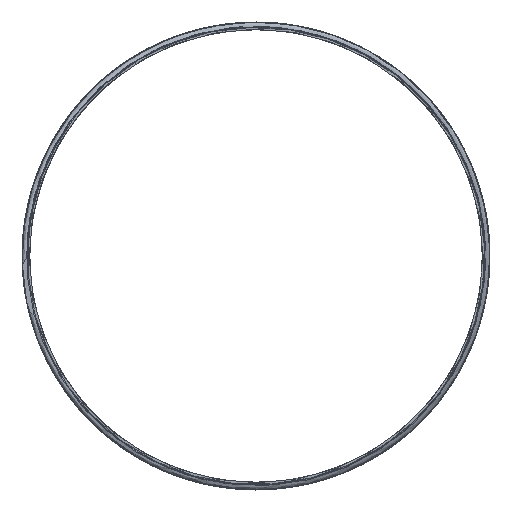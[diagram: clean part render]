
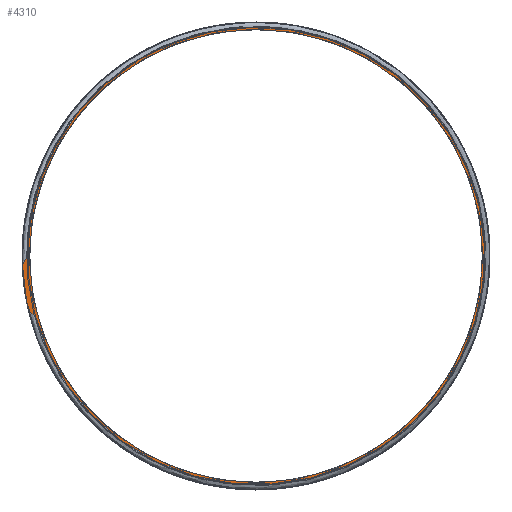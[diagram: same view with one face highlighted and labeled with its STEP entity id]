
A CAD part, front view. The second image highlights one B-rep face of the part: STEP entity #4310.
In plain terms, the highlighted planar face has unit normal (0, -1, 0).
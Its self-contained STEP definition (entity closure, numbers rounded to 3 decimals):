
#187=CARTESIAN_POINT('',(-63.125,0.,0.));
#188=VERTEX_POINT('',#187);
#497=CARTESIAN_POINT('',(-60.981,0.,-16.312));
#498=VERTEX_POINT('',#497);
#499=CARTESIAN_POINT('',(0.0,0.,0.0));
#500=DIRECTION('',(0.0,1.0,0.0));
#501=DIRECTION('',(-1.0,0.0,0.0));
#502=AXIS2_PLACEMENT_3D('',#499,#500,#501);
#503=CIRCLE('',#502,63.125);
#504=EDGE_CURVE('',#188,#498,#503,.T.);
#2039=CARTESIAN_POINT('',(-62.625,0.,0.));
#2040=VERTEX_POINT('',#2039);
#2349=CARTESIAN_POINT('',(-62.625,0.,0.));
#2350=CARTESIAN_POINT('',(-62.708,0.,0.));
#2351=CARTESIAN_POINT('',(-62.792,0.,0.));
#2352=CARTESIAN_POINT('',(-62.958,0.,0.));
#2353=CARTESIAN_POINT('',(-63.042,0.,0.));
#2354=CARTESIAN_POINT('',(-63.125,0.,0.));
#2355=B_SPLINE_CURVE_WITH_KNOTS('',3,(#2349,#2350,#2351,#2352,#2353,#2354),.UNSPECIFIED.,.F.,.U.,(4,2,4),(-0.05,-0.025,0.0),.UNSPECIFIED.);
#2356=EDGE_CURVE('',#2040,#188,#2355,.T.);
#2368=CARTESIAN_POINT('',(-62.622,0.,-0.63));
#2369=VERTEX_POINT('',#2368);
#2678=CARTESIAN_POINT('',(0.0,0.,0.0));
#2679=DIRECTION('',(0.0,-1.0,0.0));
#2680=DIRECTION('',(-1.0,0.0,0.0));
#2681=AXIS2_PLACEMENT_3D('',#2678,#2679,#2680);
#2682=CIRCLE('',#2681,62.625);
#2683=EDGE_CURVE('',#2369,#2040,#2682,.T.);
#3911=CARTESIAN_POINT('',(-63.122,0.,-0.635));
#3912=VERTEX_POINT('',#3911);
#4221=CARTESIAN_POINT('',(-63.122,0.,-0.635));
#4222=CARTESIAN_POINT('',(-63.038,0.,-0.634));
#4223=CARTESIAN_POINT('',(-62.955,0.,-0.633));
#4224=CARTESIAN_POINT('',(-62.788,0.,-0.631));
#4225=CARTESIAN_POINT('',(-62.705,0.,-0.63));
#4226=CARTESIAN_POINT('',(-62.622,0.,-0.63));
#4227=B_SPLINE_CURVE_WITH_KNOTS('',3,(#4221,#4222,#4223,#4224,#4225,#4226),.UNSPECIFIED.,.F.,.U.,(4,2,4),(-0.05,-0.025,0.0),.UNSPECIFIED.);
#4228=EDGE_CURVE('',#3912,#2369,#4227,.T.);
#4234=CARTESIAN_POINT('',(1000.0,0.,-1000.0));
#4235=DIRECTION('',(0.0,1.0,0.0));
#4236=DIRECTION('',(0.0,0.0,1.0));
#4237=AXIS2_PLACEMENT_3D('',#4234,#4235,#4236);
#4238=PLANE('',#4237);
#4239=ORIENTED_EDGE('',*,*,#504,.F.);
#4240=ORIENTED_EDGE('',*,*,#2356,.F.);
#4241=ORIENTED_EDGE('',*,*,#2683,.F.);
#4242=ORIENTED_EDGE('',*,*,#4228,.F.);
#4243=CARTESIAN_POINT('',(-63.422,0.,-0.638));
#4244=VERTEX_POINT('',#4243);
#4245=CARTESIAN_POINT('',(-63.422,0.,-0.638));
#4246=CARTESIAN_POINT('',(-63.372,0.,-0.637));
#4247=CARTESIAN_POINT('',(-63.322,0.,-0.637));
#4248=CARTESIAN_POINT('',(-63.222,0.,-0.636));
#4249=CARTESIAN_POINT('',(-63.172,0.,-0.635));
#4250=CARTESIAN_POINT('',(-63.122,0.,-0.635));
#4251=B_SPLINE_CURVE_WITH_KNOTS('',3,(#4245,#4246,#4247,#4248,#4249,#4250),.UNSPECIFIED.,.F.,.U.,(4,2,4),(-0.03,-0.015,0.0),.UNSPECIFIED.);
#4252=EDGE_CURVE('',#4244,#3912,#4251,.T.);
#4253=ORIENTED_EDGE('',*,*,#4252,.F.);
#4254=CARTESIAN_POINT('',(-64.465,0.,-4.544));
#4255=VERTEX_POINT('',#4254);
#4256=CARTESIAN_POINT('',(-64.465,0.,-4.544));
#4257=CARTESIAN_POINT('',(-64.539,0.,-3.494));
#4258=CARTESIAN_POINT('',(-64.452,0.,-2.501));
#4259=CARTESIAN_POINT('',(-64.161,0.,-1.471));
#4260=CARTESIAN_POINT('',(-64.058,0.,-1.221));
#4261=CARTESIAN_POINT('',(-63.884,0.,-0.938));
#4262=CARTESIAN_POINT('',(-63.813,0.,-0.843));
#4263=CARTESIAN_POINT('',(-63.681,0.,-0.728));
#4264=CARTESIAN_POINT('',(-63.627,0.,-0.692));
#4265=CARTESIAN_POINT('',(-63.521,0.,-0.649));
#4266=CARTESIAN_POINT('',(-63.472,0.,-0.638));
#4267=CARTESIAN_POINT('',(-63.422,0.,-0.638));
#4268=B_SPLINE_CURVE_WITH_KNOTS('',3,(#4256,#4257,#4258,#4259,#4260,#4261,#4262,#4263,#4264,#4265,#4266,#4267),.UNSPECIFIED.,.F.,.U.,(4,2,2,2,2,4),(-0.293,-0.134,-0.068,-0.034,-0.015,0.0),.UNSPECIFIED.);
#4269=EDGE_CURVE('',#4255,#4244,#4268,.T.);
#4270=ORIENTED_EDGE('',*,*,#4269,.F.);
#4271=CARTESIAN_POINT('',(-63.323,0.,-12.906));
#4272=VERTEX_POINT('',#4271);
#4273=CARTESIAN_POINT('',(0.0,0.,0.0));
#4274=DIRECTION('',(0.0,1.0,0.0));
#4275=DIRECTION('',(-1.0,0.0,0.0));
#4276=AXIS2_PLACEMENT_3D('',#4273,#4274,#4275);
#4277=CIRCLE('',#4276,64.625);
#4278=EDGE_CURVE('',#4272,#4255,#4277,.T.);
#4279=ORIENTED_EDGE('',*,*,#4278,.F.);
#4280=CARTESIAN_POINT('',(-61.271,0.,-16.39));
#4281=VERTEX_POINT('',#4280);
#4282=CARTESIAN_POINT('',(-61.271,0.,-16.39));
#4283=CARTESIAN_POINT('',(-61.309,0.,-16.4));
#4284=CARTESIAN_POINT('',(-61.349,0.,-16.404));
#4285=CARTESIAN_POINT('',(-61.432,0.,-16.401));
#4286=CARTESIAN_POINT('',(-61.475,0.,-16.392));
#4287=CARTESIAN_POINT('',(-61.615,0.,-16.348));
#4288=CARTESIAN_POINT('',(-61.708,0.,-16.289));
#4289=CARTESIAN_POINT('',(-61.981,0.,-16.074));
#4290=CARTESIAN_POINT('',(-62.18,0.,-15.83));
#4291=CARTESIAN_POINT('',(-62.591,0.,-15.151));
#4292=CARTESIAN_POINT('',(-62.774,0.,-14.742));
#4293=CARTESIAN_POINT('',(-63.089,0.,-13.881));
#4294=CARTESIAN_POINT('',(-63.224,0.,-13.391));
#4295=CARTESIAN_POINT('',(-63.323,0.,-12.906));
#4296=B_SPLINE_CURVE_WITH_KNOTS('',3,(#4282,#4283,#4284,#4285,#4286,#4287,#4288,#4289,#4290,#4291,#4292,#4293,#4294,#4295),.UNSPECIFIED.,.F.,.U.,(4,2,2,2,2,2,4),(-0.477,-0.459,-0.438,-0.39,-0.276,-0.149,0.0),.UNSPECIFIED.);
#4297=EDGE_CURVE('',#4281,#4272,#4296,.T.);
#4298=ORIENTED_EDGE('',*,*,#4297,.F.);
#4299=CARTESIAN_POINT('',(-60.981,0.,-16.312));
#4300=CARTESIAN_POINT('',(-61.029,0.,-16.325));
#4301=CARTESIAN_POINT('',(-61.078,0.,-16.338));
#4302=CARTESIAN_POINT('',(-61.174,0.,-16.364));
#4303=CARTESIAN_POINT('',(-61.222,0.,-16.377));
#4304=CARTESIAN_POINT('',(-61.271,0.,-16.39));
#4305=B_SPLINE_CURVE_WITH_KNOTS('',3,(#4299,#4300,#4301,#4302,#4303,#4304),.UNSPECIFIED.,.F.,.U.,(4,2,4),(-0.03,-0.015,0.0),.UNSPECIFIED.);
#4306=EDGE_CURVE('',#498,#4281,#4305,.T.);
#4307=ORIENTED_EDGE('',*,*,#4306,.F.);
#4308=EDGE_LOOP('',(#4239,#4240,#4241,#4242,#4253,#4270,#4279,#4298,#4307));
#4309=FACE_OUTER_BOUND('',#4308,.T.);
#4310=ADVANCED_FACE('',(#4309),#4238,.F.);
